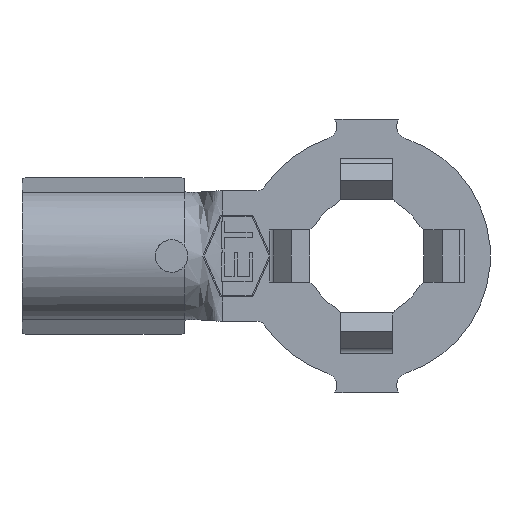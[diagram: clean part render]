
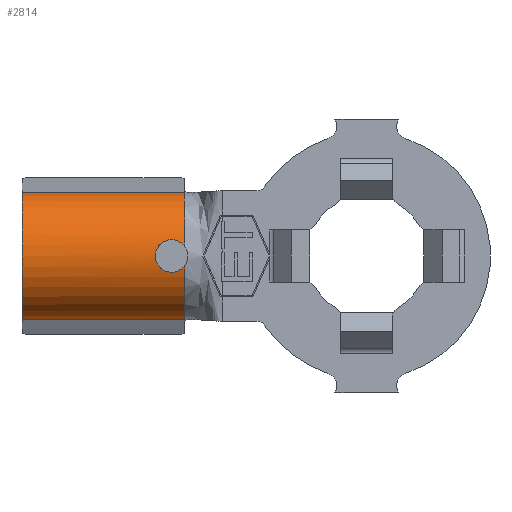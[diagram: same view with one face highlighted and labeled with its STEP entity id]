
A CAD part, front view. The second image highlights one B-rep face of the part: STEP entity #2814.
In plain terms, the highlighted cylindrical face has radius 1.27 mm (diameter 2.54 mm), a partial arc.
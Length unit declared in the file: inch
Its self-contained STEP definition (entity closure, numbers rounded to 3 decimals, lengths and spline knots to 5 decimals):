
#96 = VERTEX_POINT ( 'NONE', #2567 ) ;
#182 = EDGE_CURVE ( 'NONE', #5076, #96, #4215, .T. ) ;
#200 = ORIENTED_EDGE ( 'NONE', *, *, #2885, .F. ) ;
#206 = CARTESIAN_POINT ( 'NONE',  ( -0.265, 0.03898, -0.04877 ) ) ;
#766 = CARTESIAN_POINT ( 'NONE',  ( -0.1625, 0., -0.00327 ) ) ;
#821 = CARTESIAN_POINT ( 'NONE',  ( -0.15653, 0.0012, 0.01115 ) ) ;
#845 = B_SPLINE_CURVE_WITH_KNOTS ( 'NONE', 3,
 ( #4037, #1745, #4787, #2311 ),
 .UNSPECIFIED., .F., .F.,
 ( 4, 4 ),
 ( 0.00129, 0.00159 ),
 .UNSPECIFIED. ) ;
#913 = CARTESIAN_POINT ( 'NONE',  ( -0.14, 0.03898, -0.04877 ) ) ;
#1120 = ORIENTED_EDGE ( 'NONE', *, *, #3168, .F. ) ;
#1262 = ORIENTED_EDGE ( 'NONE', *, *, #3187, .F. ) ;
#1310 = VERTEX_POINT ( 'NONE', #3908 ) ;
#1672 = CARTESIAN_POINT ( 'NONE',  ( -0.14234, 0.00104, 0.01061 ) ) ;
#1726 = CARTESIAN_POINT ( 'NONE',  ( -0.265, 0.05, 0. ) ) ;
#1745 = CARTESIAN_POINT ( 'NONE',  ( -0.14611, 0.00159, -0.0125 ) ) ;
#1943 = VERTEX_POINT ( 'NONE', #2123 ) ;
#2017 = B_SPLINE_CURVE_WITH_KNOTS ( 'NONE', 3,
 ( #4758, #1672, #2769, #5508 ),
 .UNSPECIFIED., .F., .F.,
 ( 4, 4 ),
 ( 0., 0.00029 ),
 .UNSPECIFIED. ) ;
#2123 = CARTESIAN_POINT ( 'NONE',  ( -0.14, 0.00057, 0.0075 ) ) ;
#2132 = AXIS2_PLACEMENT_3D ( 'NONE', #1726, #4771, #2290 ) ;
#2238 = VERTEX_POINT ( 'NONE', #913 ) ;
#2290 = DIRECTION ( 'NONE',  ( 0., 0., -1. ) ) ;
#2311 = CARTESIAN_POINT ( 'NONE',  ( -0.14, 0.00057, -0.0075 ) ) ;
#2402 = VERTEX_POINT ( 'NONE', #3738 ) ;
#2406 = DIRECTION ( 'NONE',  ( 0., 0., -1. ) ) ;
#2420 = CARTESIAN_POINT ( 'NONE',  ( -0.15, 0.00159, -0.0125 ) ) ;
#2434 = DIRECTION ( 'NONE',  ( 1., 0., 0. ) ) ;
#2454 = CARTESIAN_POINT ( 'NONE',  ( -0.14, 0.05, 0. ) ) ;
#2567 = CARTESIAN_POINT ( 'NONE',  ( -0.15, 0.00159, -0.0125 ) ) ;
#2577 = VECTOR ( 'NONE', #3626, 39.37008 ) ;
#2613 = CARTESIAN_POINT ( 'NONE',  ( -0.14, 0.00057, -0.0075 ) ) ;
#2733 = ORIENTED_EDGE ( 'NONE', *, *, #182, .F. ) ;
#2769 = CARTESIAN_POINT ( 'NONE',  ( -0.14612, 0.00159, 0.0125 ) ) ;
#2814 = ADVANCED_FACE ( 'NONE', ( #4561 ), #5431, .T. ) ;
#2885 = EDGE_CURVE ( 'NONE', #4241, #2238, #3396, .T. ) ;
#3003 = EDGE_CURVE ( 'NONE', #2402, #1943, #4209, .T. ) ;
#3076 = CARTESIAN_POINT ( 'NONE',  ( -0.15, 0.00159, 0.0125 ) ) ;
#3162 = EDGE_CURVE ( 'NONE', #1943, #5076, #2017, .T. ) ;
#3166 = CARTESIAN_POINT ( 'NONE',  ( -0.15653, 0.0012, -0.01115 ) ) ;
#3168 = EDGE_CURVE ( 'NONE', #1310, #2402, #3960, .T. ) ;
#3173 = EDGE_CURVE ( 'NONE', #1310, #5548, #5717, .T. ) ;
#3179 = EDGE_CURVE ( 'NONE', #5548, #2238, #5596, .T. ) ;
#3187 = EDGE_CURVE ( 'NONE', #96, #4241, #845, .T. ) ;
#3216 = CARTESIAN_POINT ( 'NONE',  ( -0.265, 0.03898, 0.04877 ) ) ;
#3326 = CARTESIAN_POINT ( 'NONE',  ( -0.16115, 0.00037, 0.00652 ) ) ;
#3396 = CIRCLE ( 'NONE', #5740, 0.05 ) ;
#3397 = ORIENTED_EDGE ( 'NONE', *, *, #3173, .T. ) ;
#3429 = CARTESIAN_POINT ( 'NONE',  ( -0.1625, 0., 0.00327 ) ) ;
#3626 = DIRECTION ( 'NONE',  ( 1., 0., 0. ) ) ;
#3642 = DIRECTION ( 'NONE',  ( 1., 0., 0. ) ) ;
#3651 = AXIS2_PLACEMENT_3D ( 'NONE', #2454, #2434, #2406 ) ;
#3738 = CARTESIAN_POINT ( 'NONE',  ( -0.14, 0.03898, 0.04877 ) ) ;
#3857 = CARTESIAN_POINT ( 'NONE',  ( -0.15329, 0.00159, -0.0125 ) ) ;
#3905 = ORIENTED_EDGE ( 'NONE', *, *, #3003, .F. ) ;
#3908 = CARTESIAN_POINT ( 'NONE',  ( -0.265, 0.03898, 0.04877 ) ) ;
#3960 = LINE ( 'NONE', #3216, #2577 ) ;
#3983 = AXIS2_PLACEMENT_3D ( 'NONE', #5600, #5628, #5523 ) ;
#4037 = CARTESIAN_POINT ( 'NONE',  ( -0.15, 0.00159, -0.0125 ) ) ;
#4209 = CIRCLE ( 'NONE', #3651, 0.05 ) ;
#4215 = B_SPLINE_CURVE_WITH_KNOTS ( 'NONE', 3,
 ( #3076, #5042, #821, #3326, #3429, #766, #5752, #3166, #3857, #2420 ),
 .UNSPECIFIED., .F., .F.,
 ( 4, 2, 2, 2, 4 ),
 ( 0.00029, 0.00054, 0.00079, 0.00104, 0.00129 ),
 .UNSPECIFIED. ) ;
#4241 = VERTEX_POINT ( 'NONE', #2613 ) ;
#4273 = DIRECTION ( 'NONE',  ( 0., 0., -1. ) ) ;
#4305 = DIRECTION ( 'NONE',  ( 1., 0., 0. ) ) ;
#4324 = CARTESIAN_POINT ( 'NONE',  ( -0.14, 0.05, 0. ) ) ;
#4368 = EDGE_LOOP ( 'NONE', ( #4625, #3905, #1120, #3397, #5023, #200, #1262, #2733 ) ) ;
#4561 = FACE_OUTER_BOUND ( 'NONE', #4368, .T. ) ;
#4617 = VECTOR ( 'NONE', #3642, 39.37008 ) ;
#4625 = ORIENTED_EDGE ( 'NONE', *, *, #3162, .F. ) ;
#4758 = CARTESIAN_POINT ( 'NONE',  ( -0.14, 0.00057, 0.0075 ) ) ;
#4771 = DIRECTION ( 'NONE',  ( 1., 0., 0. ) ) ;
#4787 = CARTESIAN_POINT ( 'NONE',  ( -0.14233, 0.00104, -0.01061 ) ) ;
#5023 = ORIENTED_EDGE ( 'NONE', *, *, #3179, .T. ) ;
#5042 = CARTESIAN_POINT ( 'NONE',  ( -0.15328, 0.00159, 0.0125 ) ) ;
#5076 = VERTEX_POINT ( 'NONE', #5607 ) ;
#5393 = CARTESIAN_POINT ( 'NONE',  ( -0.265, 0.03898, -0.04877 ) ) ;
#5431 = CYLINDRICAL_SURFACE ( 'NONE', #3983, 0.05 ) ;
#5508 = CARTESIAN_POINT ( 'NONE',  ( -0.15, 0.00159, 0.0125 ) ) ;
#5523 = DIRECTION ( 'NONE',  ( 0., 0., -1. ) ) ;
#5548 = VERTEX_POINT ( 'NONE', #5393 ) ;
#5596 = LINE ( 'NONE', #206, #4617 ) ;
#5600 = CARTESIAN_POINT ( 'NONE',  ( -0.265, 0.05, 0. ) ) ;
#5607 = CARTESIAN_POINT ( 'NONE',  ( -0.15, 0.00159, 0.0125 ) ) ;
#5628 = DIRECTION ( 'NONE',  ( 1., 0., 0. ) ) ;
#5717 = CIRCLE ( 'NONE', #2132, 0.05 ) ;
#5740 = AXIS2_PLACEMENT_3D ( 'NONE', #4324, #4305, #4273 ) ;
#5752 = CARTESIAN_POINT ( 'NONE',  ( -0.16115, 0.00037, -0.00653 ) ) ;
